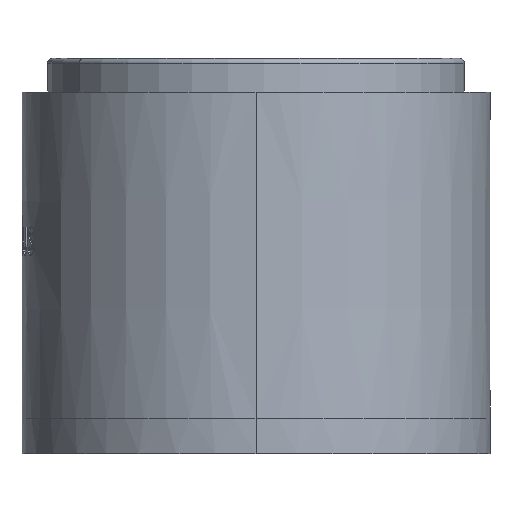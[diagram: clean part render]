
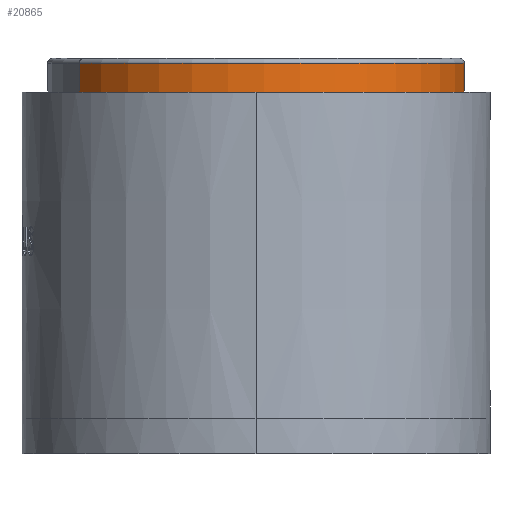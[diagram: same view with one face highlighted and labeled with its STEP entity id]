
A CAD part, left-side view. The second image highlights one B-rep face of the part: STEP entity #20865.
In plain terms, the highlighted cylindrical face has radius 435 mm (diameter 870 mm), a partial arc.
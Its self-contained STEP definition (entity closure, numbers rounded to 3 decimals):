
#800 = CIRCLE ( 'NONE', #13538, 435. ) ;
#1392 = DIRECTION ( 'NONE',  ( -0.533, 0.846, 0. ) ) ;
#2234 = FACE_OUTER_BOUND ( 'NONE', #14590, .T. ) ;
#2629 = DIRECTION ( 'NONE',  ( 0., 0., -1. ) ) ;
#2684 = DIRECTION ( 'NONE',  ( 0., 0., -1. ) ) ;
#2939 = ORIENTED_EDGE ( 'NONE', *, *, #21817, .F. ) ;
#3604 = EDGE_CURVE ( 'NONE', #8412, #6072, #7865, .T. ) ;
#5318 = AXIS2_PLACEMENT_3D ( 'NONE', #22024, #11531, #1392 ) ;
#6072 = VERTEX_POINT ( 'NONE', #17014 ) ;
#6268 = ORIENTED_EDGE ( 'NONE', *, *, #19622, .T. ) ;
#7471 = CYLINDRICAL_SURFACE ( 'NONE', #13232, 435. ) ;
#7478 = VECTOR ( 'NONE', #14820, 1000. ) ;
#7865 = LINE ( 'NONE', #13452, #7478 ) ;
#8412 = VERTEX_POINT ( 'NONE', #18379 ) ;
#9267 = ORIENTED_EDGE ( 'NONE', *, *, #12485, .F. ) ;
#9416 = CARTESIAN_POINT ( 'NONE',  ( 0., 0., 680. ) ) ;
#9701 = CARTESIAN_POINT ( 'NONE',  ( 231.649, -368.19, 680. ) ) ;
#11531 = DIRECTION ( 'NONE',  ( 0., 0., -1. ) ) ;
#12485 = EDGE_CURVE ( 'NONE', #15614, #6072, #800, .T. ) ;
#13232 = AXIS2_PLACEMENT_3D ( 'NONE', #9416, #2684, #14429 ) ;
#13452 = CARTESIAN_POINT ( 'NONE',  ( -231.649, 368.19, 680. ) ) ;
#13538 = AXIS2_PLACEMENT_3D ( 'NONE', #15618, #17329, #18938 ) ;
#14429 = DIRECTION ( 'NONE',  ( -0.533, 0.846, 0. ) ) ;
#14590 = EDGE_LOOP ( 'NONE', ( #2939, #6268, #18747, #9267 ) ) ;
#14818 = CARTESIAN_POINT ( 'NONE',  ( 231.649, -368.19, 680. ) ) ;
#14820 = DIRECTION ( 'NONE',  ( 0., 0., -1. ) ) ;
#15614 = VERTEX_POINT ( 'NONE', #14818 ) ;
#15618 = CARTESIAN_POINT ( 'NONE',  ( 0., 0., 680. ) ) ;
#15979 = CARTESIAN_POINT ( 'NONE',  ( 231.649, -368.19, 740. ) ) ;
#17014 = CARTESIAN_POINT ( 'NONE',  ( -231.649, 368.19, 680. ) ) ;
#17329 = DIRECTION ( 'NONE',  ( 0., 0., -1. ) ) ;
#17591 = VECTOR ( 'NONE', #2629, 1000. ) ;
#18379 = CARTESIAN_POINT ( 'NONE',  ( -231.649, 368.19, 740. ) ) ;
#18747 = ORIENTED_EDGE ( 'NONE', *, *, #3604, .T. ) ;
#18938 = DIRECTION ( 'NONE',  ( -0.533, 0.846, 0. ) ) ;
#19622 = EDGE_CURVE ( 'NONE', #21541, #8412, #20973, .T. ) ;
#19971 = LINE ( 'NONE', #9701, #17591 ) ;
#20865 = ADVANCED_FACE ( 'NONE', ( #2234 ), #7471, .T. ) ;
#20973 = CIRCLE ( 'NONE', #5318, 435. ) ;
#21541 = VERTEX_POINT ( 'NONE', #15979 ) ;
#21817 = EDGE_CURVE ( 'NONE', #21541, #15614, #19971, .T. ) ;
#22024 = CARTESIAN_POINT ( 'NONE',  ( 0., 0., 740. ) ) ;
